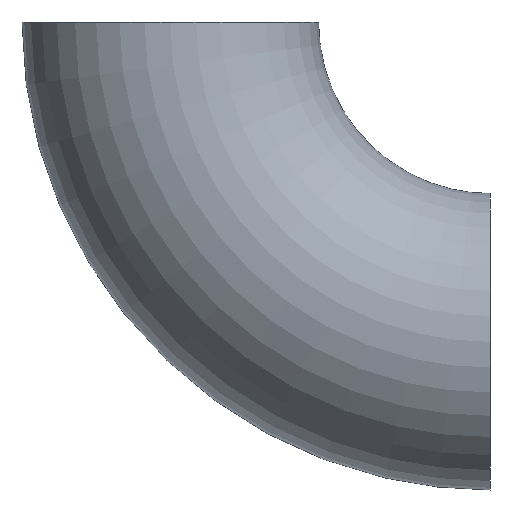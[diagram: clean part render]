
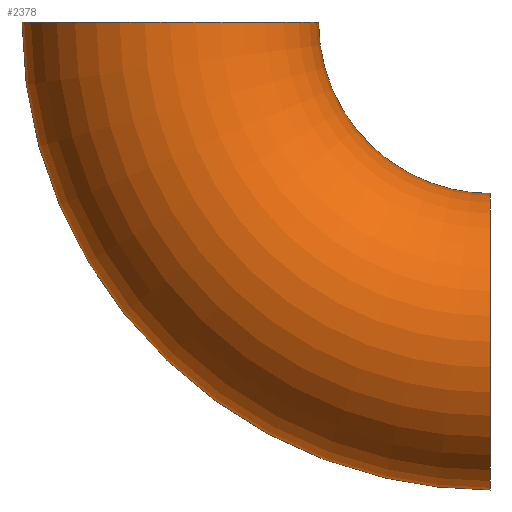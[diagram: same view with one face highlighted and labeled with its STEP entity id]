
A CAD part, left-side view. The second image highlights one B-rep face of the part: STEP entity #2378.
In plain terms, the highlighted toroidal (fillet/blend) face has major radius 29 mm and minor radius 13.45 mm.
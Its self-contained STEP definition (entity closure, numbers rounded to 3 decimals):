
#101 = DIRECTION ( 'NONE',  ( 0., 0., 1. ) ) ;
#619 = EDGE_CURVE ( 'NONE', #1717, #1717, #6465, .T. ) ;
#1717 = VERTEX_POINT ( 'NONE', #9539 ) ;
#1890 = CARTESIAN_POINT ( 'NONE',  ( 0., 0., -29. ) ) ;
#2355 = DIRECTION ( 'NONE',  ( 0., 0., 1. ) ) ;
#2378 = ADVANCED_FACE ( 'NONE', ( #10747, #5299 ), #6854, .T. ) ;
#2490 = DIRECTION ( 'NONE',  ( -1., 0., 0. ) ) ;
#2870 = ORIENTED_EDGE ( 'NONE', *, *, #619, .F. ) ;
#3066 = CARTESIAN_POINT ( 'NONE',  ( 0., 29., 0. ) ) ;
#4053 = EDGE_CURVE ( 'NONE', #7435, #7435, #8428, .T. ) ;
#4143 = CARTESIAN_POINT ( 'NONE',  ( 0., 0., 0. ) ) ;
#4892 = DIRECTION ( 'NONE',  ( 0., -1., 0. ) ) ;
#5299 = FACE_OUTER_BOUND ( 'NONE', #9460, .T. ) ;
#6250 = ORIENTED_EDGE ( 'NONE', *, *, #4053, .T. ) ;
#6465 = CIRCLE ( 'NONE', #10587, 13.45 ) ;
#6842 = AXIS2_PLACEMENT_3D ( 'NONE', #1890, #7716, #7753 ) ;
#6854 = TOROIDAL_SURFACE ( 'NONE', #7403, 29., 13.45 ) ;
#7403 = AXIS2_PLACEMENT_3D ( 'NONE', #4143, #2490, #101 ) ;
#7435 = VERTEX_POINT ( 'NONE', #10333 ) ;
#7716 = DIRECTION ( 'NONE',  ( 0., 1., 0. ) ) ;
#7753 = DIRECTION ( 'NONE',  ( 0., 0., 1. ) ) ;
#8428 = CIRCLE ( 'NONE', #6842, 13.45 ) ;
#9460 = EDGE_LOOP ( 'NONE', ( #6250 ) ) ;
#9539 = CARTESIAN_POINT ( 'NONE',  ( 0., 15.55, 0. ) ) ;
#9768 = EDGE_LOOP ( 'NONE', ( #2870 ) ) ;
#10333 = CARTESIAN_POINT ( 'NONE',  ( 0., 0., -15.55 ) ) ;
#10587 = AXIS2_PLACEMENT_3D ( 'NONE', #3066, #2355, #4892 ) ;
#10747 = FACE_OUTER_BOUND ( 'NONE', #9768, .T. ) ;
